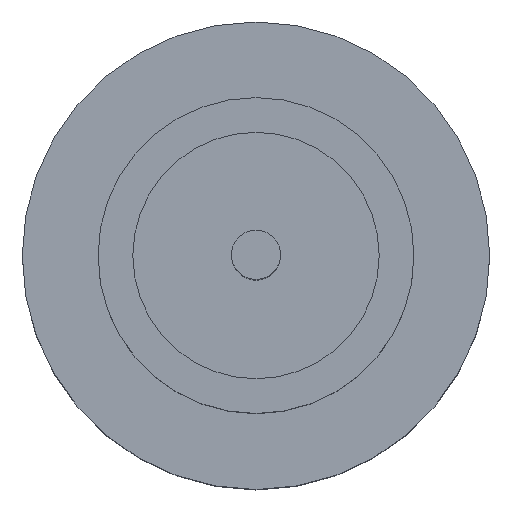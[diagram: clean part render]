
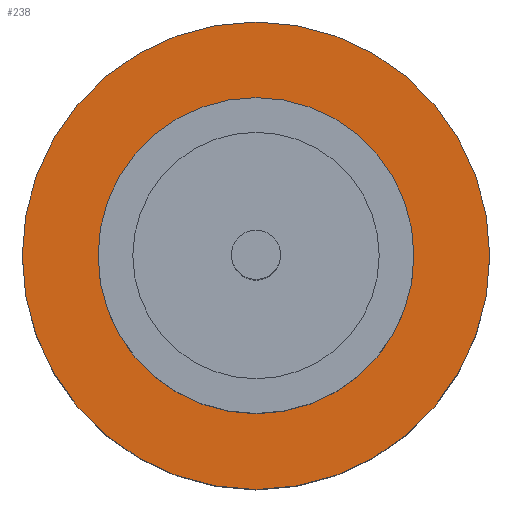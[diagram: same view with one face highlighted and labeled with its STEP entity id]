
A CAD part, top view. The second image highlights one B-rep face of the part: STEP entity #238.
In plain terms, the highlighted planar face has unit normal (0, 0, 1).
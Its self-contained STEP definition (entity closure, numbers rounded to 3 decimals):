
#52 = CARTESIAN_POINT ( 'NONE',  ( 1.85, 0., 1.55 ) ) ;
#78 = DIRECTION ( 'NONE',  ( 1., 0., 0. ) ) ;
#95 = DIRECTION ( 'NONE',  ( 0., 0., 1. ) ) ;
#104 = DIRECTION ( 'NONE',  ( 1., 0., 0. ) ) ;
#109 = ORIENTED_EDGE ( 'NONE', *, *, #152, .F. ) ;
#118 = CARTESIAN_POINT ( 'NONE',  ( -1.85, 0., 1.55 ) ) ;
#133 = AXIS2_PLACEMENT_3D ( 'NONE', #425, #95, #549 ) ;
#152 = EDGE_CURVE ( 'NONE', #594, #607, #812, .T. ) ;
#181 = CARTESIAN_POINT ( 'NONE',  ( 0., 0., 1.55 ) ) ;
#187 = EDGE_LOOP ( 'NONE', ( #758, #556 ) ) ;
#199 = VERTEX_POINT ( 'NONE', #52 ) ;
#238 = ADVANCED_FACE ( 'NONE', ( #477, #273 ), #321, .T. ) ;
#242 = DIRECTION ( 'NONE',  ( 0., 0., 1. ) ) ;
#273 = FACE_OUTER_BOUND ( 'NONE', #187, .T. ) ;
#282 = AXIS2_PLACEMENT_3D ( 'NONE', #181, #637, #764 ) ;
#321 = PLANE ( 'NONE',  #282 ) ;
#330 = CIRCLE ( 'NONE', #690, 1.85 ) ;
#382 = AXIS2_PLACEMENT_3D ( 'NONE', #499, #242, #104 ) ;
#391 = EDGE_CURVE ( 'NONE', #661, #199, #658, .T. ) ;
#409 = EDGE_CURVE ( 'NONE', #199, #661, #330, .T. ) ;
#410 = CARTESIAN_POINT ( 'NONE',  ( 0., 0., 1.55 ) ) ;
#425 = CARTESIAN_POINT ( 'NONE',  ( 0., 0., 1.55 ) ) ;
#461 = EDGE_LOOP ( 'NONE', ( #708, #109 ) ) ;
#465 = CARTESIAN_POINT ( 'NONE',  ( 0., 0., 1.55 ) ) ;
#467 = AXIS2_PLACEMENT_3D ( 'NONE', #410, #742, #470 ) ;
#470 = DIRECTION ( 'NONE',  ( 1., 0., 0. ) ) ;
#477 = FACE_BOUND ( 'NONE', #461, .T. ) ;
#499 = CARTESIAN_POINT ( 'NONE',  ( 0., 0., 1.55 ) ) ;
#530 = EDGE_CURVE ( 'NONE', #607, #594, #719, .T. ) ;
#549 = DIRECTION ( 'NONE',  ( 1., 0., 0. ) ) ;
#556 = ORIENTED_EDGE ( 'NONE', *, *, #409, .T. ) ;
#594 = VERTEX_POINT ( 'NONE', #820 ) ;
#607 = VERTEX_POINT ( 'NONE', #833 ) ;
#637 = DIRECTION ( 'NONE',  ( 0., 0., 1. ) ) ;
#658 = CIRCLE ( 'NONE', #467, 1.85 ) ;
#661 = VERTEX_POINT ( 'NONE', #118 ) ;
#690 = AXIS2_PLACEMENT_3D ( 'NONE', #465, #731, #78 ) ;
#708 = ORIENTED_EDGE ( 'NONE', *, *, #530, .F. ) ;
#719 = CIRCLE ( 'NONE', #133, 1.25 ) ;
#731 = DIRECTION ( 'NONE',  ( 0., 0., 1. ) ) ;
#742 = DIRECTION ( 'NONE',  ( 0., 0., 1. ) ) ;
#758 = ORIENTED_EDGE ( 'NONE', *, *, #391, .T. ) ;
#764 = DIRECTION ( 'NONE',  ( 1., 0., 0. ) ) ;
#812 = CIRCLE ( 'NONE', #382, 1.25 ) ;
#820 = CARTESIAN_POINT ( 'NONE',  ( -1.25, 0., 1.55 ) ) ;
#833 = CARTESIAN_POINT ( 'NONE',  ( 1.25, 0., 1.55 ) ) ;
